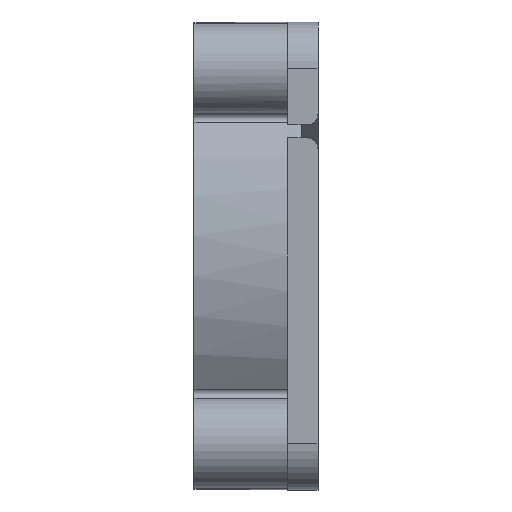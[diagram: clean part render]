
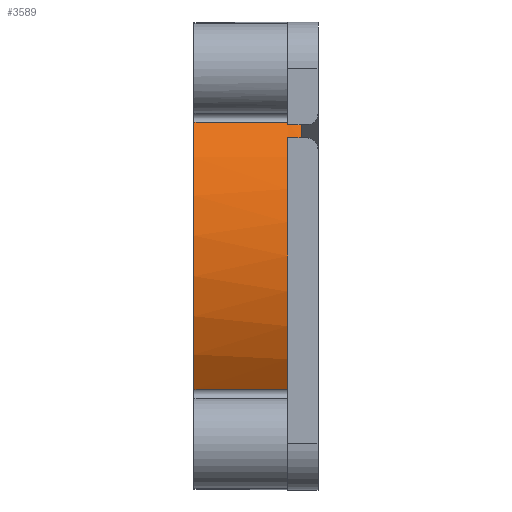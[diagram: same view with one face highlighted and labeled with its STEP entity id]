
A CAD part, left-side view. The second image highlights one B-rep face of the part: STEP entity #3589.
In plain terms, the highlighted cylindrical face has radius 20 mm (diameter 40 mm), a partial arc.
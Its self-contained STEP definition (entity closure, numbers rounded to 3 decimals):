
#109=CARTESIAN_POINT('',(0.,0.,0.));
#110=DIRECTION('',(0.,1.,0.));
#111=DIRECTION('',(-0.906,0.,0.422));
#112=AXIS2_PLACEMENT_3D('',#109,#110,#111);
#373=CARTESIAN_POINT('',(0.,1.4,0.));
#374=DIRECTION('',(0.,1.,0.));
#375=DIRECTION('',(-0.899,0.,0.438));
#376=AXIS2_PLACEMENT_3D('',#373,#374,#375);
#836=CARTESIAN_POINT('',(0.,10.6,0.));
#837=DIRECTION('',(0.,-1.,0.));
#838=DIRECTION('',(-0.82,0.,0.572));
#839=AXIS2_PLACEMENT_3D('',#836,#837,#838);
#1221=CARTESIAN_POINT('',(0.,2.6,0.));
#1222=DIRECTION('',(0.,1.,0.));
#1223=DIRECTION('',(-0.82,0.,-0.572));
#1224=AXIS2_PLACEMENT_3D('',#1221,#1222,#1223);
#1244=DIRECTION('',(0.,-1.,0.));
#1245=VECTOR('',#1244,8.);
#1246=CARTESIAN_POINT('',(-16.404,10.6,-11.441));
#1247=LINE('',#1246,#1245);
#1248=DIRECTION('',(0.,1.,0.));
#1249=VECTOR('',#1248,2.6);
#1250=CARTESIAN_POINT('',(-18.128,0.,8.448));
#1251=LINE('',#1250,#1249);
#1252=DIRECTION('',(0.,-1.,0.));
#1253=VECTOR('',#1252,8.);
#1254=CARTESIAN_POINT('',(-16.404,10.6,11.441));
#1255=LINE('',#1254,#1253);
#1256=DIRECTION('',(0.,-1.,0.));
#1257=VECTOR('',#1256,1.2);
#1258=CARTESIAN_POINT('',(-16.056,2.6,11.926));
#1259=LINE('',#1258,#1257);
#1260=DIRECTION('',(0.,-1.,0.));
#1261=VECTOR('',#1260,1.4);
#1262=CARTESIAN_POINT('',(-17.978,1.4,8.763));
#1263=LINE('',#1262,#1261);
#1322=CARTESIAN_POINT('',(0.,2.6,0.));
#1323=DIRECTION('',(0.,1.,0.));
#1324=DIRECTION('',(-1.,0.,0.));
#1325=AXIS2_PLACEMENT_3D('',#1322,#1323,#1324);
#1357=CARTESIAN_POINT('',(0.,2.6,0.));
#1358=DIRECTION('',(0.,-1.,0.));
#1359=DIRECTION('',(-0.803,0.,0.596));
#1360=AXIS2_PLACEMENT_3D('',#1357,#1358,#1359);
#1759=CARTESIAN_POINT('',(-18.128,0.,8.448));
#1760=VERTEX_POINT('',#1759);
#1761=CARTESIAN_POINT('',(-17.978,0.,8.763));
#1762=VERTEX_POINT('',#1761);
#1853=CARTESIAN_POINT('',(-17.978,1.4,8.763));
#1854=VERTEX_POINT('',#1853);
#1855=CARTESIAN_POINT('',(-16.056,1.4,11.926));
#1856=VERTEX_POINT('',#1855);
#1988=CARTESIAN_POINT('',(-16.404,10.6,11.441));
#1989=VERTEX_POINT('',#1988);
#1990=CARTESIAN_POINT('',(-16.404,10.6,-11.441));
#1991=VERTEX_POINT('',#1990);
#2120=CARTESIAN_POINT('',(-16.404,2.6,-11.441));
#2121=VERTEX_POINT('',#2120);
#2122=CARTESIAN_POINT('',(-20.,2.6,0.));
#2123=VERTEX_POINT('',#2122);
#2128=CARTESIAN_POINT('',(-18.128,2.6,8.448));
#2129=VERTEX_POINT('',#2128);
#2130=CARTESIAN_POINT('',(-16.404,2.6,11.441));
#2131=VERTEX_POINT('',#2130);
#2132=CARTESIAN_POINT('',(-16.056,2.6,11.926));
#2133=VERTEX_POINT('',#2132);
#3566=CARTESIAN_POINT('',(0.,10.6,0.));
#3567=DIRECTION('',(0.,1.,0.));
#3568=DIRECTION('',(0.,0.,-1.));
#3569=AXIS2_PLACEMENT_3D('',#3566,#3567,#3568);
#3570=CYLINDRICAL_SURFACE('',#3569,20.);
#3572=ORIENTED_EDGE('',*,*,#3571,.T.);
#3574=ORIENTED_EDGE('',*,*,#3573,.F.);
#3575=ORIENTED_EDGE('',*,*,#3526,.F.);
#3576=ORIENTED_EDGE('',*,*,#3561,.F.);
#3577=ORIENTED_EDGE('',*,*,#3113,.F.);
#3579=ORIENTED_EDGE('',*,*,#3578,.T.);
#3581=ORIENTED_EDGE('',*,*,#3580,.F.);
#3583=ORIENTED_EDGE('',*,*,#3582,.T.);
#3584=ORIENTED_EDGE('',*,*,#2499,.F.);
#3585=ORIENTED_EDGE('',*,*,#2623,.T.);
#3586=ORIENTED_EDGE('',*,*,#2299,.F.);
#3587=EDGE_LOOP('',(#3572,#3574,#3575,#3576,#3577,#3579,#3581,#3583,#3584,#3585,
#3586));
#3588=FACE_OUTER_BOUND('',#3587,.F.);
#3589=ADVANCED_FACE('',(#3588),#3570,.T.);
#113=CIRCLE('',#112,20.);
#377=CIRCLE('',#376,20.);
#840=CIRCLE('',#839,20.);
#1225=CIRCLE('',#1224,20.);
#1326=CIRCLE('',#1325,20.);
#1361=CIRCLE('',#1360,20.);
#2299=EDGE_CURVE('',#1760,#1762,#113,.T.);
#2499=EDGE_CURVE('',#1854,#1856,#377,.T.);
#2623=EDGE_CURVE('',#1854,#1762,#1263,.T.);
#3113=EDGE_CURVE('',#1989,#1991,#840,.T.);
#3526=EDGE_CURVE('',#2121,#2123,#1225,.T.);
#3561=EDGE_CURVE('',#1991,#2121,#1247,.T.);
#3571=EDGE_CURVE('',#1760,#2129,#1251,.T.);
#3573=EDGE_CURVE('',#2123,#2129,#1326,.T.);
#3578=EDGE_CURVE('',#1989,#2131,#1255,.T.);
#3580=EDGE_CURVE('',#2133,#2131,#1361,.T.);
#3582=EDGE_CURVE('',#2133,#1856,#1259,.T.);
